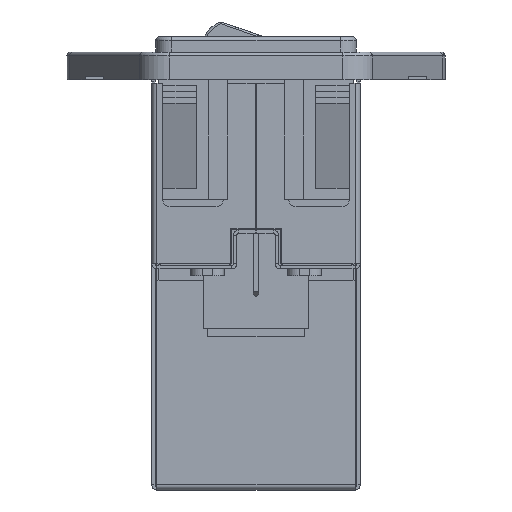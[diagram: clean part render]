
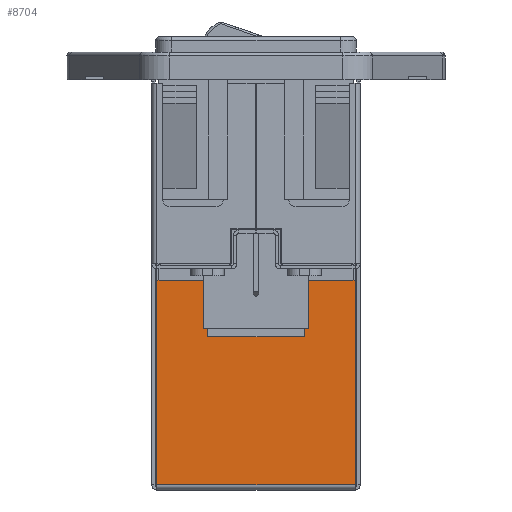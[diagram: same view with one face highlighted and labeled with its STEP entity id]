
A CAD part, front view. The second image highlights one B-rep face of the part: STEP entity #8704.
In plain terms, the highlighted planar face has unit normal (0, -1, 0).
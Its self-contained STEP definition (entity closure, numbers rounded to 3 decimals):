
#7850 = VERTEX_POINT ( 'NONE', #18784 ) ;
#7868 = EDGE_CURVE ( 'NONE', #7869, #7850, #18816, .T. ) ;
#7869 = VERTEX_POINT ( 'NONE', #18812 ) ;
#8599 = VERTEX_POINT ( 'NONE', #19429 ) ;
#8637 = VERTEX_POINT ( 'NONE', #19488 ) ;
#8639 = EDGE_CURVE ( 'NONE', #8663, #8637, #19487, .T. ) ;
#8646 = EDGE_CURVE ( 'NONE', #8663, #8599, #19477, .T. ) ;
#8663 = VERTEX_POINT ( 'NONE', #19508 ) ;
#8683 = EDGE_CURVE ( 'NONE', #8637, #8709, #19543, .T. ) ;
#8684 = ORIENTED_EDGE ( 'NONE', *, *, #8685, .T. ) ;
#8685 = EDGE_CURVE ( 'NONE', #8709, #7869, #19539, .T. ) ;
#8686 = ORIENTED_EDGE ( 'NONE', *, *, #7868, .T. ) ;
#8687 = ORIENTED_EDGE ( 'NONE', *, *, #8688, .T. ) ;
#8688 = EDGE_CURVE ( 'NONE', #7850, #8689, #19535, .T. ) ;
#8689 = VERTEX_POINT ( 'NONE', #19595 ) ;
#8690 = ORIENTED_EDGE ( 'NONE', *, *, #8691, .T. ) ;
#8691 = EDGE_CURVE ( 'NONE', #8689, #8698, #19594, .T. ) ;
#8692 = ORIENTED_EDGE ( 'NONE', *, *, #8697, .T. ) ;
#8697 = EDGE_CURVE ( 'NONE', #8698, #8599, #19584, .T. ) ;
#8698 = VERTEX_POINT ( 'NONE', #19580 ) ;
#8704 = ADVANCED_FACE ( 'NONE', ( #19570 ), #19569, .F. ) ;
#8705 = EDGE_LOOP ( 'NONE', ( #8706, #8707, #8708, #8684, #8686, #8687, #8690, #8692 ) ) ;
#8706 = ORIENTED_EDGE ( 'NONE', *, *, #8646, .F. ) ;
#8707 = ORIENTED_EDGE ( 'NONE', *, *, #8639, .T. ) ;
#8708 = ORIENTED_EDGE ( 'NONE', *, *, #8683, .T. ) ;
#8709 = VERTEX_POINT ( 'NONE', #19630 ) ;
#18784 = CARTESIAN_POINT ( 'NONE',  ( -6.439, -10.668, -39.909 ) ) ;
#18812 = CARTESIAN_POINT ( 'NONE',  ( 6.439, -10.668, -39.909 ) ) ;
#18813 = DIRECTION ( 'NONE',  ( -1., 0., 0. ) ) ;
#18814 = VECTOR ( 'NONE', #18813, 1000. ) ;
#18815 = CARTESIAN_POINT ( 'NONE',  ( -13.17, -10.668, -39.909 ) ) ;
#18816 = LINE ( 'NONE', #18815, #18814 ) ;
#19429 = CARTESIAN_POINT ( 'NONE',  ( -13.17, -10.668, -59.569 ) ) ;
#19474 = DIRECTION ( 'NONE',  ( -1., 0., 0. ) ) ;
#19475 = VECTOR ( 'NONE', #19474, 1000. ) ;
#19476 = CARTESIAN_POINT ( 'NONE',  ( -13.17, -10.668, -59.569 ) ) ;
#19477 = LINE ( 'NONE', #19476, #19475 ) ;
#19484 = DIRECTION ( 'NONE',  ( 0., 0., 1. ) ) ;
#19485 = VECTOR ( 'NONE', #19484, 1000. ) ;
#19486 = CARTESIAN_POINT ( 'NONE',  ( 13.17, -10.668, -59.819 ) ) ;
#19487 = LINE ( 'NONE', #19486, #19485 ) ;
#19488 = CARTESIAN_POINT ( 'NONE',  ( 13.17, -10.668, -32.359 ) ) ;
#19508 = CARTESIAN_POINT ( 'NONE',  ( 13.17, -10.668, -59.569 ) ) ;
#19534 = CARTESIAN_POINT ( 'NONE',  ( -6.439, -10.668, -39.909 ) ) ;
#19535 = LINE ( 'NONE', #19534, #19597 ) ;
#19536 = DIRECTION ( 'NONE',  ( 0., 0., -1. ) ) ;
#19537 = VECTOR ( 'NONE', #19536, 1000. ) ;
#19538 = CARTESIAN_POINT ( 'NONE',  ( 6.439, -10.668, -39.909 ) ) ;
#19539 = LINE ( 'NONE', #19538, #19537 ) ;
#19540 = DIRECTION ( 'NONE',  ( -1., 0., 0. ) ) ;
#19541 = VECTOR ( 'NONE', #19540, 1000. ) ;
#19542 = CARTESIAN_POINT ( 'NONE',  ( 13.17, -10.668, -32.359 ) ) ;
#19543 = LINE ( 'NONE', #19542, #19541 ) ;
#19565 = DIRECTION ( 'NONE',  ( 0., 0., 1. ) ) ;
#19566 = DIRECTION ( 'NONE',  ( 0., 1., 0. ) ) ;
#19567 = CARTESIAN_POINT ( 'NONE',  ( -13.17, -10.668, -59.819 ) ) ;
#19568 = AXIS2_PLACEMENT_3D ( 'NONE', #19567, #19566, #19565 ) ;
#19569 = PLANE ( 'NONE',  #19568 ) ;
#19570 = FACE_OUTER_BOUND ( 'NONE', #8705, .T. ) ;
#19580 = CARTESIAN_POINT ( 'NONE',  ( -13.17, -10.668, -32.359 ) ) ;
#19581 = DIRECTION ( 'NONE',  ( 0., 0., -1. ) ) ;
#19582 = VECTOR ( 'NONE', #19581, 1000. ) ;
#19583 = CARTESIAN_POINT ( 'NONE',  ( -13.17, -10.668, -59.819 ) ) ;
#19584 = LINE ( 'NONE', #19583, #19582 ) ;
#19591 = DIRECTION ( 'NONE',  ( -1., 0., 0. ) ) ;
#19592 = VECTOR ( 'NONE', #19591, 1000. ) ;
#19593 = CARTESIAN_POINT ( 'NONE',  ( -13.17, -10.668, -32.359 ) ) ;
#19594 = LINE ( 'NONE', #19593, #19592 ) ;
#19595 = CARTESIAN_POINT ( 'NONE',  ( -6.439, -10.668, -32.359 ) ) ;
#19596 = DIRECTION ( 'NONE',  ( 0., 0., 1. ) ) ;
#19597 = VECTOR ( 'NONE', #19596, 1000. ) ;
#19630 = CARTESIAN_POINT ( 'NONE',  ( 6.439, -10.668, -32.359 ) ) ;
